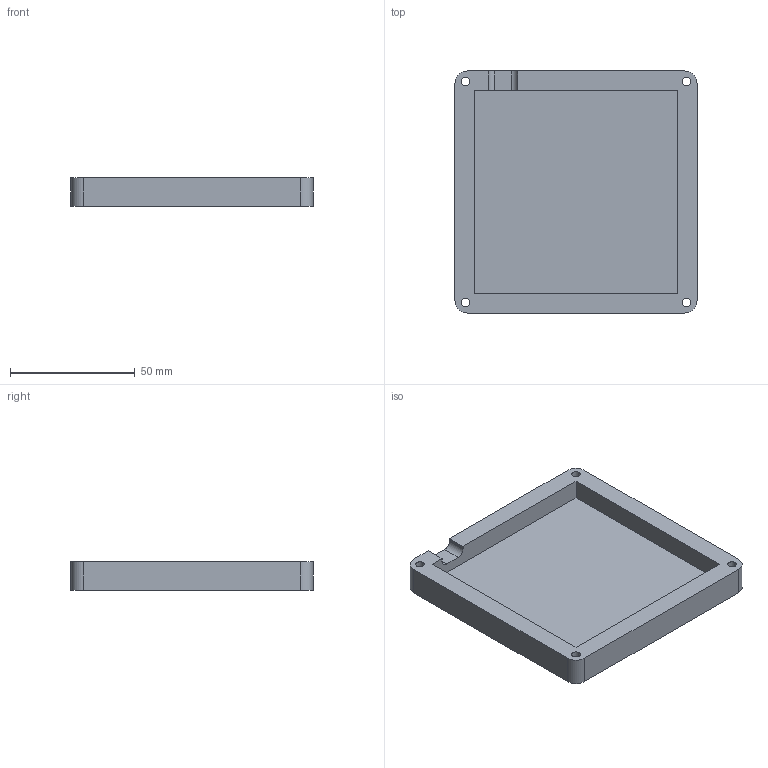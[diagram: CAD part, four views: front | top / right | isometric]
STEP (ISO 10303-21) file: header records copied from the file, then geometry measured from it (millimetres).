
FILE_DESCRIPTION(/* description */ (''),/* implementation_level */ '2;1');
FILE_NAME(/* name */ 'bottom_case.step',/* time_stamp */ '2025-06-28T21:15:05+03:00',/* author */ (''),/* organization */ (''),/* preprocessor_version */ 'ST-DEVELOPER v20.1',/* originating_system */ 'Autodesk Translation Framework v14.10.0.0',/* authorisation */ '');
FILE_SCHEMA (('AUTOMOTIVE_DESIGN { 1 0 10303 214 3 1 1 }'));
Length unit declared in the file: millimetre
Products named in the file (1): Bottom
Bounding box: 97 x 97 x 11.49 mm (x, y, z)
Volume: 51831.3 mm3; surface area: 26904.1 mm2
Topology: 1 solids, 1 shells, 894 faces, 2496 edges, 1646 vertices
Faces by surface type: bspline 523, plane 355, cylinder 16
Full cylindrical faces by diameter (mm): 3.4 x4, 4.7 x4
Entity records: 33346 total; most frequent: CARTESIAN_POINT 13932, ORIENTED_EDGE 4992, EDGE_CURVE 2496, DIRECTION 2225, VERTEX_POINT 1646, LINE 1417, VECTOR 1417, B_SPLINE_CURVE_WITH_KNOTS 1047
